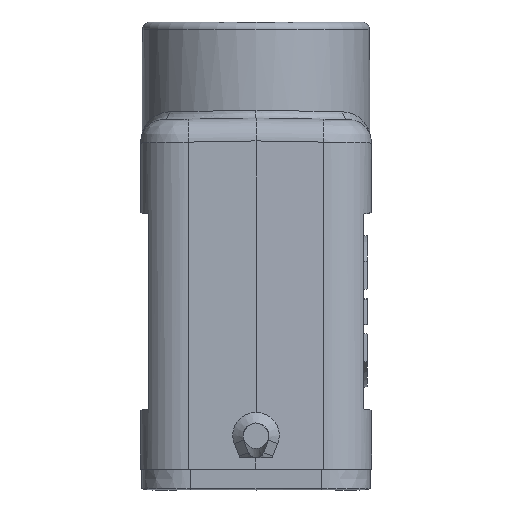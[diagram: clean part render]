
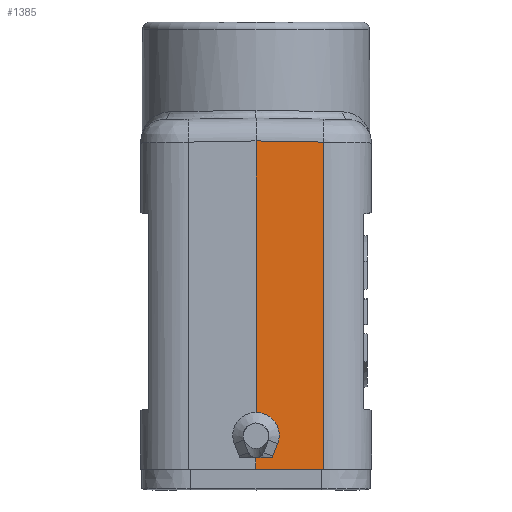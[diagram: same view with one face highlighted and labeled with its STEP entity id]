
A CAD part, left-side view. The second image highlights one B-rep face of the part: STEP entity #1385.
In plain terms, the highlighted planar face has unit normal (-1, -0.018, 0.026).
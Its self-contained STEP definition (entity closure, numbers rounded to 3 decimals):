
#1076=ELLIPSE('',#6607,2.916,2.913);
#1077=ELLIPSE('',#6608,2.268,2.265);
#1385=ADVANCED_FACE('',(#1885),#1715,.F.);
#1715=PLANE('',#6609);
#1885=FACE_OUTER_BOUND('',#2191,.T.);
#2191=EDGE_LOOP('',(#2623,#2624,#2625,#2626,#2627,#2628,#2629,#2630,#2631));
#2623=ORIENTED_EDGE('',*,*,#4760,.F.);
#2624=ORIENTED_EDGE('',*,*,#4761,.T.);
#2625=ORIENTED_EDGE('',*,*,#4762,.T.);
#2626=ORIENTED_EDGE('',*,*,#4763,.T.);
#2627=ORIENTED_EDGE('',*,*,#4764,.T.);
#2628=ORIENTED_EDGE('',*,*,#4765,.T.);
#2629=ORIENTED_EDGE('',*,*,#4766,.F.);
#2630=ORIENTED_EDGE('',*,*,#4767,.F.);
#2631=ORIENTED_EDGE('',*,*,#4768,.F.);
#4223=VERTEX_POINT('',#8582);
#4224=VERTEX_POINT('',#8583);
#4225=VERTEX_POINT('',#8585);
#4226=VERTEX_POINT('',#8587);
#4227=VERTEX_POINT('',#8589);
#4228=VERTEX_POINT('',#8591);
#4229=VERTEX_POINT('',#8593);
#4230=VERTEX_POINT('',#8595);
#4231=VERTEX_POINT('',#8597);
#4760=EDGE_CURVE('',#4223,#4224,#5555,.T.);
#4761=EDGE_CURVE('',#4223,#4225,#5556,.T.);
#4762=EDGE_CURVE('',#4225,#4226,#5557,.T.);
#4763=EDGE_CURVE('',#4226,#4227,#5558,.T.);
#4764=EDGE_CURVE('',#4227,#4228,#5559,.T.);
#4765=EDGE_CURVE('',#4228,#4229,#5560,.T.);
#4766=EDGE_CURVE('',#4230,#4229,#1076,.T.);
#4767=EDGE_CURVE('',#4231,#4230,#5561,.T.);
#4768=EDGE_CURVE('',#4224,#4231,#1077,.T.);
#5555=LINE('',#8581,#6008);
#5556=LINE('',#8584,#6009);
#5557=LINE('',#8586,#6010);
#5558=LINE('',#8588,#6011);
#5559=LINE('',#8590,#6012);
#5560=LINE('',#8592,#6013);
#5561=LINE('',#8596,#6014);
#6008=VECTOR('',#7162,1.);
#6009=VECTOR('',#7163,1.);
#6010=VECTOR('',#7164,1.);
#6011=VECTOR('',#7165,1.);
#6012=VECTOR('',#7166,1.);
#6013=VECTOR('',#7167,1.);
#6014=VECTOR('',#7170,1.);
#6607=AXIS2_PLACEMENT_3D('',#8594,#7168,#7169);
#6608=AXIS2_PLACEMENT_3D('',#8598,#7171,#7172);
#6609=AXIS2_PLACEMENT_3D('',#8599,#7173,#7174);
#7162=DIRECTION('',(0.017,-1.,0.));
#7163=DIRECTION('',(-0.026,0.,-1.));
#7164=DIRECTION('',(0.017,-1.,0.));
#7165=DIRECTION('',(0.026,0.,1.));
#7166=DIRECTION('',(-0.017,1.,0.017));
#7167=DIRECTION('',(-0.026,0.,-1.));
#7168=DIRECTION('',(-1.,-0.017,0.026));
#7169=DIRECTION('',(0.031,-0.555,0.832));
#7170=DIRECTION('',(0.031,-0.362,0.932));
#7171=DIRECTION('',(-1.,-0.017,0.026));
#7172=DIRECTION('',(0.031,-0.555,0.832));
#7173=DIRECTION('',(1.,0.017,-0.026));
#7174=DIRECTION('',(-0.026,0.,-1.));
#8581=CARTESIAN_POINT('',(-39.535,-4.423,-10.25));
#8582=CARTESIAN_POINT('',(-39.612,0.,-10.25));
#8583=CARTESIAN_POINT('',(-39.576,-2.042,-10.25));
#8584=CARTESIAN_POINT('',(-38.451,0.,34.107));
#8585=CARTESIAN_POINT('',(-39.65,0.,-11.7));
#8586=CARTESIAN_POINT('',(-39.65,-0.021,-11.7));
#8587=CARTESIAN_POINT('',(-39.501,-8.56,-11.7));
#8588=CARTESIAN_POINT('',(-38.301,-8.56,34.103));
#8589=CARTESIAN_POINT('',(-38.408,-8.56,30.03));
#8590=CARTESIAN_POINT('',(-38.554,0.05,30.18));
#8591=CARTESIAN_POINT('',(-38.553,0.,30.179));
#8592=CARTESIAN_POINT('',(-38.451,0.,34.107));
#8593=CARTESIAN_POINT('',(-39.46,0.,-4.46));
#8594=CARTESIAN_POINT('',(-39.536,-0.051,-7.374));
#8595=CARTESIAN_POINT('',(-39.516,-2.766,-8.428));
#8596=CARTESIAN_POINT('',(-39.571,-2.123,-10.084));
#8597=CARTESIAN_POINT('',(-39.568,-2.151,-10.011));
#8598=CARTESIAN_POINT('',(-39.584,-0.04,-9.191));
#8599=CARTESIAN_POINT('',(-38.451,0.,34.107));
